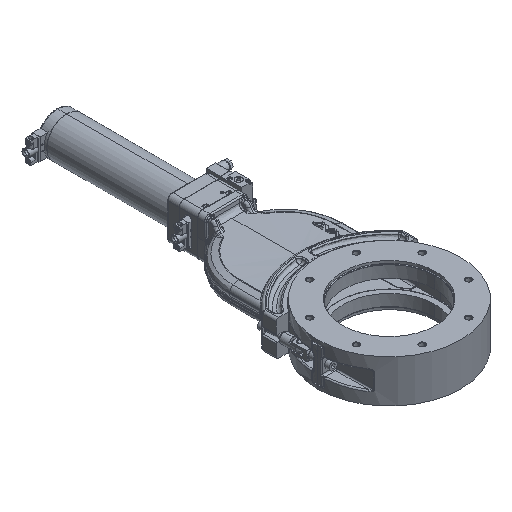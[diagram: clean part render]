
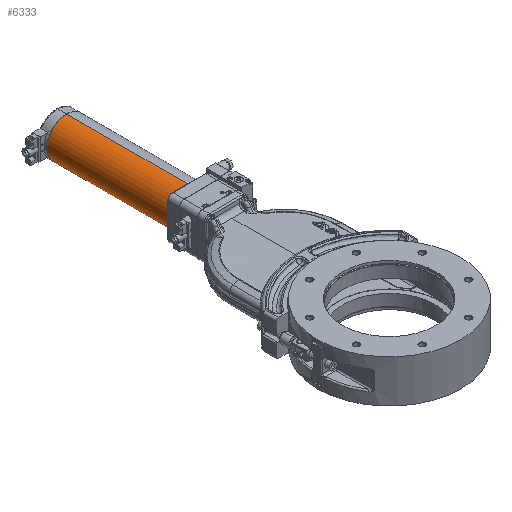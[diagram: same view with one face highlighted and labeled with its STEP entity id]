
A CAD part, isometric view. The second image highlights one B-rep face of the part: STEP entity #6333.
In plain terms, the highlighted cylindrical face has radius 32.5 mm (diameter 65 mm), a partial arc.
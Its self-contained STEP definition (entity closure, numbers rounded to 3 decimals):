
#2069 = DIRECTION ( 'NONE',  ( 0., -1., 0. ) ) ;
#6333 = ADVANCED_FACE ( 'NONE', ( #47684 ), #24806, .T. ) ;
#10450 = CARTESIAN_POINT ( 'NONE',  ( 0., 317.14, 0. ) ) ;
#11667 = EDGE_CURVE ( 'NONE', #67310, #17706, #17314, .T. ) ;
#16919 = DIRECTION ( 'NONE',  ( 0., 0., -1. ) ) ;
#17314 = LINE ( 'NONE', #58635, #32408 ) ;
#17422 = AXIS2_PLACEMENT_3D ( 'NONE', #59763, #21759, #66122 ) ;
#17706 = VERTEX_POINT ( 'NONE', #59367 ) ;
#20572 = CIRCLE ( 'NONE', #17422, 32.5 ) ;
#21759 = DIRECTION ( 'NONE',  ( 0., -1., 0. ) ) ;
#22038 = LINE ( 'NONE', #81799, #55832 ) ;
#22526 = CIRCLE ( 'NONE', #58876, 32.5 ) ;
#24806 = CYLINDRICAL_SURFACE ( 'NONE', #53727, 32.5 ) ;
#25452 = EDGE_CURVE ( 'NONE', #17706, #70910, #22526, .T. ) ;
#26675 = ORIENTED_EDGE ( 'NONE', *, *, #11667, .T. ) ;
#28708 = ORIENTED_EDGE ( 'NONE', *, *, #55594, .T. ) ;
#32408 = VECTOR ( 'NONE', #64998, 1000. ) ;
#37609 = DIRECTION ( 'NONE',  ( 0., -1., 0. ) ) ;
#43641 = ORIENTED_EDGE ( 'NONE', *, *, #25452, .T. ) ;
#46694 = DIRECTION ( 'NONE',  ( 0., 0., -1. ) ) ;
#47684 = FACE_OUTER_BOUND ( 'NONE', #68096, .T. ) ;
#50960 = CARTESIAN_POINT ( 'NONE',  ( 0., 530.5, -32.5 ) ) ;
#51596 = EDGE_CURVE ( 'NONE', #79230, #70910, #22038, .T. ) ;
#51678 = CARTESIAN_POINT ( 'NONE',  ( 0., 530.5, 32.5 ) ) ;
#52789 = CARTESIAN_POINT ( 'NONE',  ( 0., 310., 0. ) ) ;
#53727 = AXIS2_PLACEMENT_3D ( 'NONE', #52789, #2069, #46694 ) ;
#55045 = DIRECTION ( 'NONE',  ( 0., 1., 0. ) ) ;
#55594 = EDGE_CURVE ( 'NONE', #79230, #67310, #20572, .T. ) ;
#55832 = VECTOR ( 'NONE', #37609, 1000. ) ;
#58635 = CARTESIAN_POINT ( 'NONE',  ( 0., 310., -32.5 ) ) ;
#58876 = AXIS2_PLACEMENT_3D ( 'NONE', #10450, #55045, #16919 ) ;
#59367 = CARTESIAN_POINT ( 'NONE',  ( 0., 317.14, -32.5 ) ) ;
#59763 = CARTESIAN_POINT ( 'NONE',  ( 0., 530.5, 0. ) ) ;
#63441 = ORIENTED_EDGE ( 'NONE', *, *, #51596, .F. ) ;
#64998 = DIRECTION ( 'NONE',  ( 0., -1., 0. ) ) ;
#66122 = DIRECTION ( 'NONE',  ( 0., 0., -1. ) ) ;
#67310 = VERTEX_POINT ( 'NONE', #50960 ) ;
#68096 = EDGE_LOOP ( 'NONE', ( #63441, #28708, #26675, #43641 ) ) ;
#70910 = VERTEX_POINT ( 'NONE', #73353 ) ;
#73353 = CARTESIAN_POINT ( 'NONE',  ( 0., 317.14, 32.5 ) ) ;
#79230 = VERTEX_POINT ( 'NONE', #51678 ) ;
#81799 = CARTESIAN_POINT ( 'NONE',  ( 0., 310., 32.5 ) ) ;
